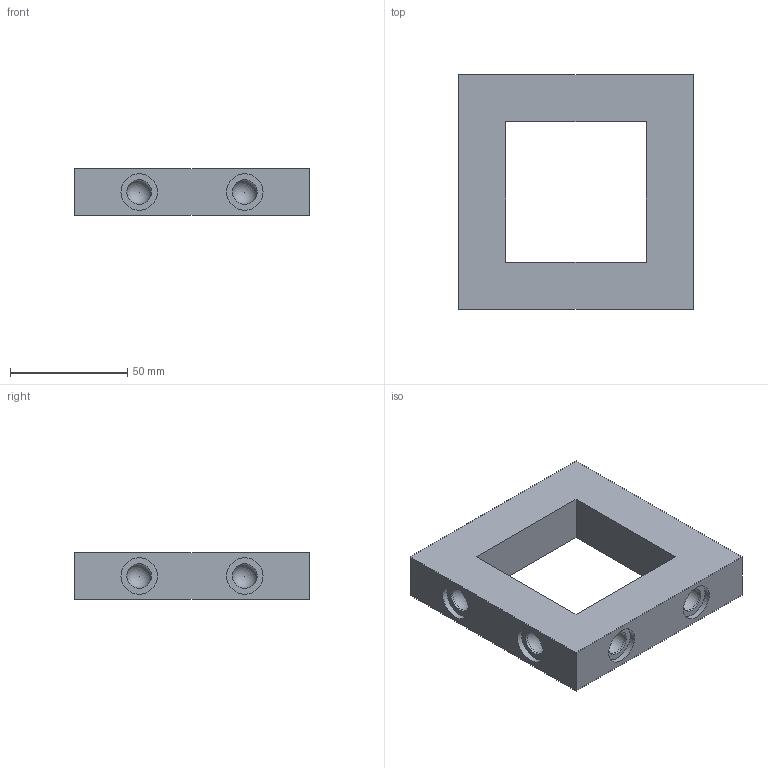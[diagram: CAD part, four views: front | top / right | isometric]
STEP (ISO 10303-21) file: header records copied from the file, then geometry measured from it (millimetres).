
FILE_DESCRIPTION(/* description */ (''),/* implementation_level */ '2;1');
FILE_NAME(/* name */ 'tile-base-hollow.step',/* time_stamp */ '2025-08-01T16:27:54-04:00',/* author */ (''),/* organization */ (''),/* preprocessor_version */ 'ST-DEVELOPER v20.1',/* originating_system */ 'Autodesk Translation Framework v14.10.0.0',/* authorisation */ '');
FILE_SCHEMA (('AUTOMOTIVE_DESIGN { 1 0 10303 214 3 1 1 }'));
Length unit declared in the file: millimetre
Products named in the file (1): 2025-07-30-18-22-19-022
Bounding box: 100 x 100 x 20 mm (x, y, z)
Volume: 121108.9 mm3; surface area: 27530.5 mm2
Topology: 1 solids, 1 shells, 42 faces, 88 edges, 56 vertices
Faces by surface type: plane 18, cylinder 16, sphere 8
Full cylindrical faces by diameter (mm): 10.5 x8, 15.5 x8
Entity records: 1125 total; most frequent: DIRECTION 206, CARTESIAN_POINT 179, ORIENTED_EDGE 160, AXIS2_PLACEMENT_3D 83, EDGE_CURVE 80, EDGE_LOOP 60, VERTEX_POINT 56, FACE_OUTER_BOUND 42
